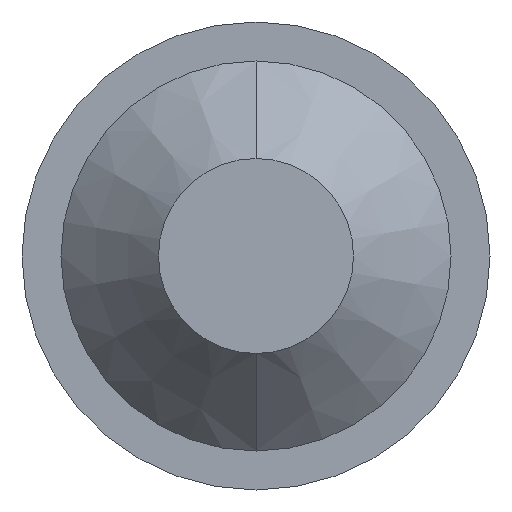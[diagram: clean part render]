
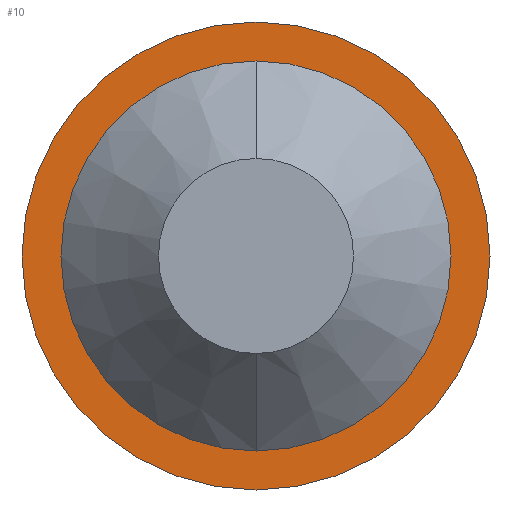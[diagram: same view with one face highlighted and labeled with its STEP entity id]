
A CAD part, front view. The second image highlights one B-rep face of the part: STEP entity #10.
In plain terms, the highlighted planar face has unit normal (0, -1, 0).
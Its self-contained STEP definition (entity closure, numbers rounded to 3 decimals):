
#10 = ADVANCED_FACE ( 'Defeature ausgef�hrt1_5', ( #163, #196 ), #134, .T. ) ;
#13 = ORIENTED_EDGE ( 'NONE', *, *, #306, .T. ) ;
#37 = CIRCLE ( 'NONE', #375, 1. ) ;
#44 = DIRECTION ( 'NONE',  ( 0., 0., -1. ) ) ;
#46 = CARTESIAN_POINT ( 'NONE',  ( 0., 0., 1.2 ) ) ;
#48 = VERTEX_POINT ( 'NONE', #46 ) ;
#76 = DIRECTION ( 'NONE',  ( 0., -1., 0. ) ) ;
#78 = EDGE_CURVE ( 'Defeature ausgef�hrt1_5+Defeature ausgef�hrt1_0+Defeature ausgef�hrt1_0+Defeature ausgef�hrt1_0', #391, #89, #348, .T. ) ;
#80 = EDGE_LOOP ( 'NONE', ( #206, #267 ) ) ;
#89 = VERTEX_POINT ( 'NONE', #257 ) ;
#90 = DIRECTION ( 'NONE',  ( 0., -1., 0. ) ) ;
#92 = VERTEX_POINT ( 'NONE', #358 ) ;
#101 = CIRCLE ( 'NONE', #137, 1.2 ) ;
#108 = DIRECTION ( 'NONE',  ( 0., 0., 1. ) ) ;
#111 = EDGE_CURVE ( 'Defeature ausgef�hrt1_5+Defeature ausgef�hrt1_3+Defeature ausgef�hrt1_3+Defeature ausgef�hrt1_3', #92, #48, #101, .T. ) ;
#123 = DIRECTION ( 'NONE',  ( 0., 1., 0. ) ) ;
#125 = AXIS2_PLACEMENT_3D ( 'NONE', #334, #90, #174 ) ;
#134 = PLANE ( 'NONE',  #161 ) ;
#137 = AXIS2_PLACEMENT_3D ( 'NONE', #139, #171, #352 ) ;
#139 = CARTESIAN_POINT ( 'NONE',  ( 0., 0., 0. ) ) ;
#161 = AXIS2_PLACEMENT_3D ( 'NONE', #384, #76, #44 ) ;
#163 = FACE_BOUND ( 'NONE', #80, .T. ) ;
#171 = DIRECTION ( 'NONE',  ( 0., -1., 0. ) ) ;
#174 = DIRECTION ( 'NONE',  ( 0., 0., -1. ) ) ;
#184 = DIRECTION ( 'NONE',  ( 0., 0., 1. ) ) ;
#196 = FACE_OUTER_BOUND ( 'NONE', #261, .T. ) ;
#206 = ORIENTED_EDGE ( 'NONE', *, *, #359, .T. ) ;
#227 = CARTESIAN_POINT ( 'NONE',  ( 0., 0., -1. ) ) ;
#229 = CARTESIAN_POINT ( 'NONE',  ( 0., 0., 0. ) ) ;
#254 = CIRCLE ( 'NONE', #125, 1.2 ) ;
#257 = CARTESIAN_POINT ( 'NONE',  ( 0., 0., 1. ) ) ;
#261 = EDGE_LOOP ( 'NONE', ( #367, #13 ) ) ;
#267 = ORIENTED_EDGE ( 'NONE', *, *, #78, .T. ) ;
#275 = CARTESIAN_POINT ( 'NONE',  ( 0., 0., 0. ) ) ;
#306 = EDGE_CURVE ( 'Defeature ausgef�hrt1_5+Defeature ausgef�hrt1_3+Defeature ausgef�hrt1_3+Defeature ausgef�hrt1_3', #48, #92, #254, .T. ) ;
#330 = DIRECTION ( 'NONE',  ( 0., 1., 0. ) ) ;
#334 = CARTESIAN_POINT ( 'NONE',  ( 0., 0., 0. ) ) ;
#343 = AXIS2_PLACEMENT_3D ( 'NONE', #229, #330, #108 ) ;
#348 = CIRCLE ( 'NONE', #343, 1. ) ;
#352 = DIRECTION ( 'NONE',  ( 0., 0., -1. ) ) ;
#358 = CARTESIAN_POINT ( 'NONE',  ( 0., 0., -1.2 ) ) ;
#359 = EDGE_CURVE ( 'Defeature ausgef�hrt1_5+Defeature ausgef�hrt1_0+Defeature ausgef�hrt1_0+Defeature ausgef�hrt1_0', #89, #391, #37, .T. ) ;
#367 = ORIENTED_EDGE ( 'NONE', *, *, #111, .T. ) ;
#375 = AXIS2_PLACEMENT_3D ( 'NONE', #275, #123, #184 ) ;
#384 = CARTESIAN_POINT ( 'NONE',  ( 0., 0., 0. ) ) ;
#391 = VERTEX_POINT ( 'NONE', #227 ) ;
